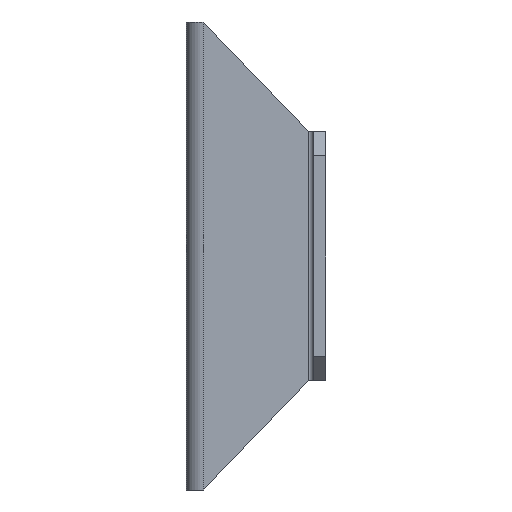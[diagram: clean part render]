
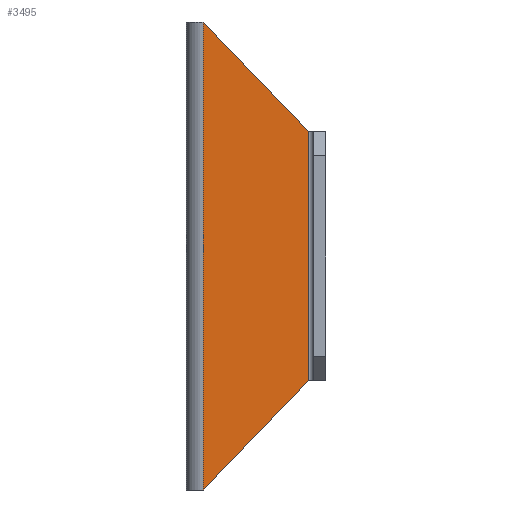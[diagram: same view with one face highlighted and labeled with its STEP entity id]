
A CAD part, left-side view. The second image highlights one B-rep face of the part: STEP entity #3495.
In plain terms, the highlighted planar face has unit normal (-1, 0, 0).
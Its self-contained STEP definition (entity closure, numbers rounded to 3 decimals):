
#61 = DIRECTION ( 'NONE',  ( 0., 0., -1. ) ) ;
#222 = DIRECTION ( 'NONE',  ( 0., -0.694, 0.72 ) ) ;
#324 = VERTEX_POINT ( 'NONE', #599 ) ;
#513 = LINE ( 'NONE', #1151, #1965 ) ;
#599 = CARTESIAN_POINT ( 'NONE',  ( -10.6, 0.35, 2.54 ) ) ;
#674 = EDGE_CURVE ( 'NONE', #324, #2082, #2301, .T. ) ;
#715 = CARTESIAN_POINT ( 'NONE',  ( -10.6, 2.84, 4.76 ) ) ;
#721 = CARTESIAN_POINT ( 'NONE',  ( -10.6, 2.49, 4.76 ) ) ;
#735 = PLANE ( 'NONE',  #1081 ) ;
#924 = CARTESIAN_POINT ( 'NONE',  ( -10.6, 2.49, 4.76 ) ) ;
#1061 = VERTEX_POINT ( 'NONE', #3246 ) ;
#1081 = AXIS2_PLACEMENT_3D ( 'NONE', #715, #1308, #2450 ) ;
#1123 = CARTESIAN_POINT ( 'NONE',  ( -10.6, -2.098, 0. ) ) ;
#1139 = VERTEX_POINT ( 'NONE', #721 ) ;
#1151 = CARTESIAN_POINT ( 'NONE',  ( -10.6, 2.659, 4.935 ) ) ;
#1308 = DIRECTION ( 'NONE',  ( -1., 0., 0. ) ) ;
#1328 = ORIENTED_EDGE ( 'NONE', *, *, #3642, .T. ) ;
#1400 = EDGE_CURVE ( 'NONE', #1139, #1061, #3153, .T. ) ;
#1473 = VECTOR ( 'NONE', #1931, 1000. ) ;
#1922 = FACE_OUTER_BOUND ( 'NONE', #3188, .T. ) ;
#1931 = DIRECTION ( 'NONE',  ( 0., 0., -1. ) ) ;
#1965 = VECTOR ( 'NONE', #2008, 1000. ) ;
#2008 = DIRECTION ( 'NONE',  ( 0., 0.694, 0.72 ) ) ;
#2082 = VERTEX_POINT ( 'NONE', #3184 ) ;
#2183 = EDGE_CURVE ( 'NONE', #1061, #2082, #2356, .T. ) ;
#2301 = LINE ( 'NONE', #3623, #1473 ) ;
#2356 = LINE ( 'NONE', #1123, #2937 ) ;
#2412 = VECTOR ( 'NONE', #61, 1000. ) ;
#2450 = DIRECTION ( 'NONE',  ( 0., 0., -1. ) ) ;
#2685 = ORIENTED_EDGE ( 'NONE', *, *, #674, .F. ) ;
#2937 = VECTOR ( 'NONE', #222, 1000. ) ;
#3120 = ORIENTED_EDGE ( 'NONE', *, *, #2183, .T. ) ;
#3153 = LINE ( 'NONE', #924, #2412 ) ;
#3184 = CARTESIAN_POINT ( 'NONE',  ( -10.6, 0.35, -2.54 ) ) ;
#3188 = EDGE_LOOP ( 'NONE', ( #3194, #3120, #2685, #1328 ) ) ;
#3194 = ORIENTED_EDGE ( 'NONE', *, *, #1400, .T. ) ;
#3246 = CARTESIAN_POINT ( 'NONE',  ( -10.6, 2.49, -4.76 ) ) ;
#3495 = ADVANCED_FACE ( 'NONE', ( #1922 ), #735, .T. ) ;
#3623 = CARTESIAN_POINT ( 'NONE',  ( -10.6, 0.35, 4.76 ) ) ;
#3642 = EDGE_CURVE ( 'NONE', #324, #1139, #513, .T. ) ;
